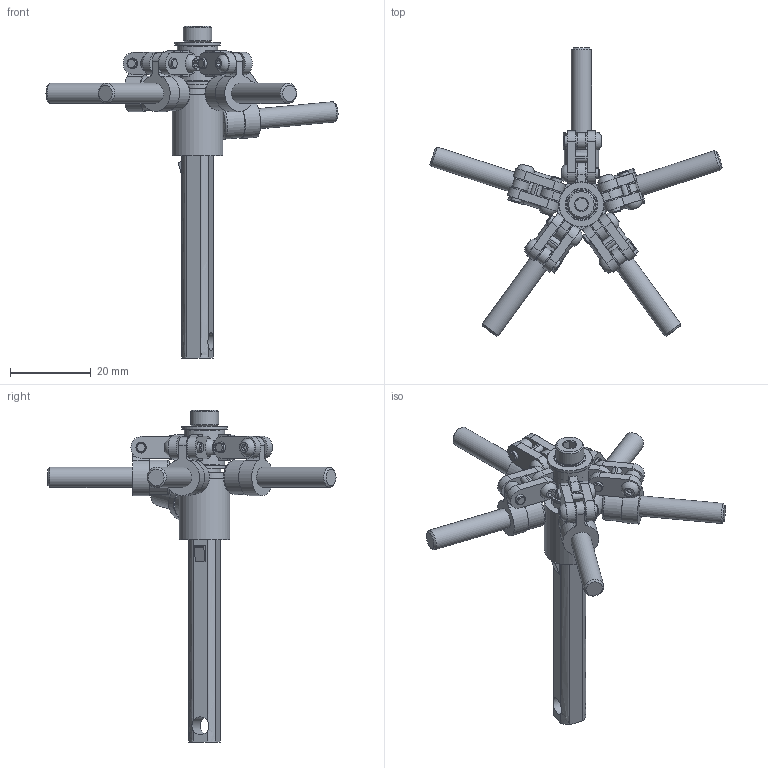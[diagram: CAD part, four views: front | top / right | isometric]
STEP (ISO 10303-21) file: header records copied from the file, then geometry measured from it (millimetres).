
FILE_DESCRIPTION(/* description */ ('STEP AP242','CAx-IF Rec.Pracs.---Representation and Presentation of Product Manufacturing Information (PMI)---4.0---2014-10-13','CAx-IF Rec.Pracs.---3D Tessellated Geometry---0.4---2014-09-14','2;1'),/* implementation_level */ '2;1');
FILE_NAME(/* name */ '667d9890c927d7604d426677',/* time_stamp */ '2024-06-27T16:51:28Z',/* author */ (''),/* organization */ (''),/* preprocessor_version */ 'ST-DEVELOPER v20',/* originating_system */ ' ',/* authorisation */ ' ');
FILE_SCHEMA (('AP242_MANAGED_MODEL_BASED_3D_ENGINEERING_MIM_LF { 1 0 10303 442 1 1 4 }'));
Length unit declared in the file: metre
Products named in the file (14): Locker; Socket button head screw M2.5x0.45 x 8; Hex socket head cap screw M5x0.80 x 25; Part 1; 2800 Series Zinc-Plated Steel Socket Head Screw (M4 x 0.7mm, 20mm Len
gth) 2800-0004-0020; 2801 Series Zinc Plated Steel Washer (4mm ID x 8mm OD) 2801-0004-0008; 1/8" ID x 3/8" OD Flanged Ball Bearing 535206 <2>; Outer Race; Inner Race; 1/8" ID x 3/8" OD Flanged Ball Bearing 535206 <1>
Assembly tree (36 placements, depth 3):
  Locker
    Socket button head screw M2.5x0.45 x 8  x10
    Hex socket head cap screw M5x0.80 x 25  x5
    Part 1
    2800 Series Zinc-Plated Steel Socket Head Screw (M4 x 0.7mm, 20mm Len
gth) 2800-0004-0020
    Part 1
    Part 1  x5
    Part 1  x5
    2801 Series Zinc Plated Steel Washer (4mm ID x 8mm OD) 2801-0004-0008
    1/8" ID x 3/8" OD Flanged Ball Bearing 535206 <2>
      Outer Race
      Inner Race
    1/8" ID x 3/8" OD Flanged Ball Bearing 535206 <1>
      Outer Race
      Inner Race
    Part 1
Bounding box: 72.15 x 71.18 x 82.02 mm (x, y, z)
Volume: 11539.2 mm3; surface area: 13975.8 mm2
Topology: 34 solids, 34 shells, 712 faces, 1684 edges, 1088 vertices
Faces by surface type: plane 421, cylinder 170, cone 67, torus 38, sphere 10, bspline 6
Full cylindrical faces by diameter (mm): 2.5 x10, 2.8 x5, 3.175 x2, 4 x1, 4.4 x1, 4.7 x1, 4.8 x5, 5 x5, 5.309 x4, 5.433 x4, 5.5 x5, 7 x1, 7.2 x1, 7.747 x4, 8 x1, 8.001 x4, 8.5 x5, 9.017 x2, 9.2 x1, 9.525 x2, 10 x1, 11.176 x2, 12.5 x1
Entity records: 12862 total; most frequent: CARTESIAN_POINT 7112, DIRECTION 1102, ORIENTED_EDGE 1032, EDGE_CURVE 516, AXIS2_PLACEMENT_3D 444, VERTEX_POINT 386, FACE_BOUND 342, EDGE_LOOP 340
